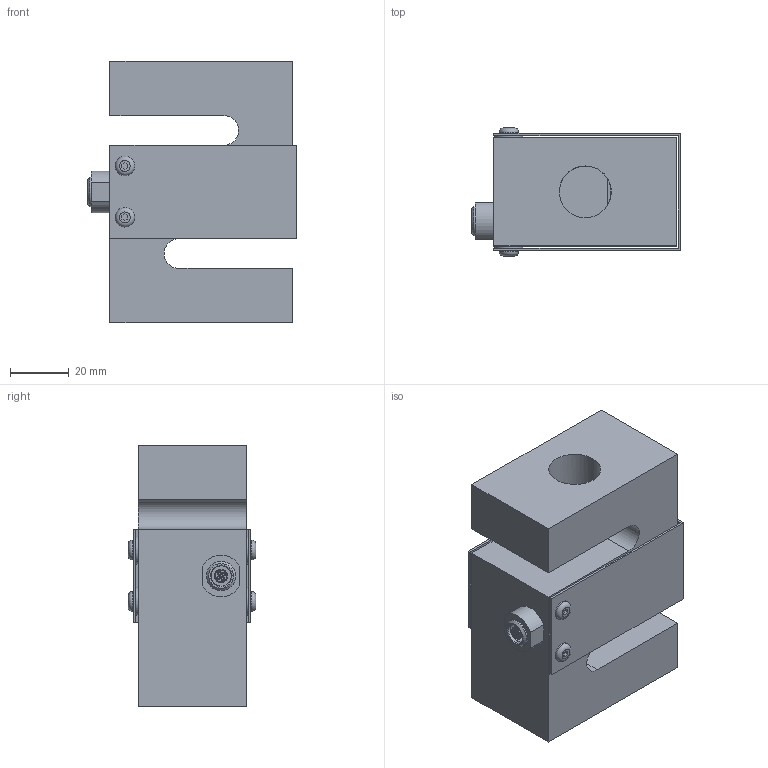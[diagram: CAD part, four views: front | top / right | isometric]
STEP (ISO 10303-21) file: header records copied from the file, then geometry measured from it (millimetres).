
FILE_DESCRIPTION((''),'2;1');
FILE_NAME('LSB400 3-4-16 Thread Lemo.stp','2010-12-08T16:17:52',('thomasl'),(''),'Autodesk Inventor 2008','Autodesk Inventor 2008','');
FILE_SCHEMA(('AUTOMOTIVE_DESIGN { 1 0 10303 214 1 1 1 1 }'));
Length unit declared in the file: inch
Products named in the file (2): LSB400 3-4-16 Thread Lemo; $F1378-10000
Assembly tree (1 placements, depth 2):
  LSB400 3-4-16 Thread Lemo
    $F1378-10000
Bounding box: 71.12 x 43.57 x 88.9 mm (x, y, z)
Volume: 167803.7 mm3; surface area: 39227.8 mm2
Topology: 1 solids, 10 shells, 161 faces, 339 edges, 224 vertices
Faces by surface type: plane 92, cylinder 49, cone 10, torus 6, bspline 4
Full cylindrical faces by diameter (mm): 0.711 x4, 1.016 x4, 1.27 x4, 2.779 x4, 3.505 x4, 3.785 x4, 4.318 x4, 4.445 x1, 4.572 x1, 6.655 x4, 6.912 x1, 6.985 x1, 9.525 x4, 9.906 x1, 11.608 x1, 17.678 x2
Entity records: 4118 total; most frequent: CARTESIAN_POINT 851, DIRECTION 684, ORIENTED_EDGE 526, AXIS2_PLACEMENT_3D 272, EDGE_LOOP 264, EDGE_CURVE 263, VERTEX_POINT 207, FACE_OUTER_BOUND 159
